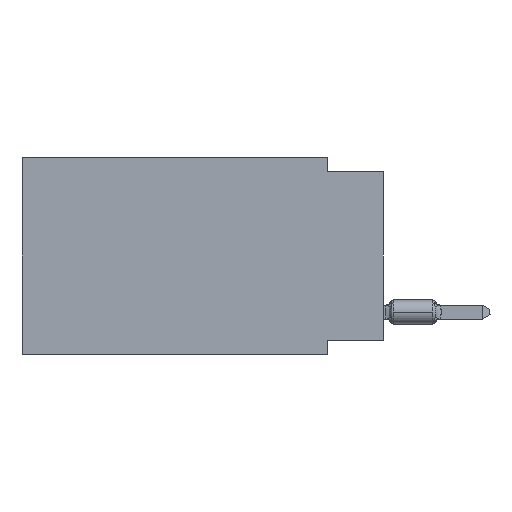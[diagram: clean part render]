
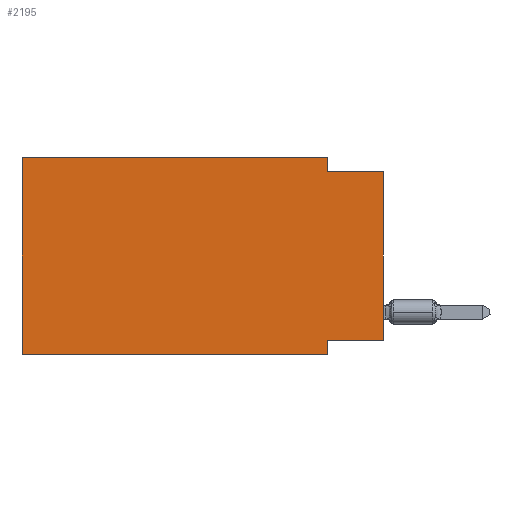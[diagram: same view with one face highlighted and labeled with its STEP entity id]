
A CAD part, left-side view. The second image highlights one B-rep face of the part: STEP entity #2195.
In plain terms, the highlighted planar face has unit normal (-1, 0, 0).
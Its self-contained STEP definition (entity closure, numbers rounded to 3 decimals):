
#959 = CARTESIAN_POINT ( 'NONE',  ( 0., 16.383, 0. ) ) ;
#2195 = ADVANCED_FACE ( 'NONE', ( #40743 ), #48975, .F. ) ;
#4953 = EDGE_CURVE ( 'NONE', #56681, #54511, #86683, .T. ) ;
#9280 = VERTEX_POINT ( 'NONE', #92371 ) ;
#11836 = CARTESIAN_POINT ( 'NONE',  ( 0., 16.383, 0. ) ) ;
#14011 = DIRECTION ( 'NONE',  ( 0., 0., 1. ) ) ;
#16436 = VERTEX_POINT ( 'NONE', #45978 ) ;
#17450 = DIRECTION ( 'NONE',  ( 0., -1., 0. ) ) ;
#18121 = DIRECTION ( 'NONE',  ( 0., 0., -1. ) ) ;
#18327 = CARTESIAN_POINT ( 'NONE',  ( 0., 2.54, -8.255 ) ) ;
#18543 = LINE ( 'NONE', #93322, #42796 ) ;
#20588 = VECTOR ( 'NONE', #17450, 1000. ) ;
#20809 = VECTOR ( 'NONE', #21380, 1000. ) ;
#21380 = DIRECTION ( 'NONE',  ( 0., -1., 0. ) ) ;
#22014 = CARTESIAN_POINT ( 'NONE',  ( 0., 16.383, 0. ) ) ;
#22163 = VERTEX_POINT ( 'NONE', #101116 ) ;
#22615 = DIRECTION ( 'NONE',  ( 0., 0., -1. ) ) ;
#23612 = VECTOR ( 'NONE', #70754, 1000. ) ;
#25706 = DIRECTION ( 'NONE',  ( 0., 1., 0. ) ) ;
#28888 = DIRECTION ( 'NONE',  ( 0., 0., 1. ) ) ;
#30990 = VECTOR ( 'NONE', #18121, 1000. ) ;
#31254 = VECTOR ( 'NONE', #102007, 1000. ) ;
#34155 = ORIENTED_EDGE ( 'NONE', *, *, #87549, .T. ) ;
#34584 = EDGE_LOOP ( 'NONE', ( #58086, #52477, #102279, #106067, #93865, #34155, #90100, #67359 ) ) ;
#37784 = CARTESIAN_POINT ( 'NONE',  ( 0., 2.54, 0. ) ) ;
#40201 = CARTESIAN_POINT ( 'NONE',  ( 0., 16.383, 0. ) ) ;
#40743 = FACE_OUTER_BOUND ( 'NONE', #34584, .T. ) ;
#42796 = VECTOR ( 'NONE', #25706, 1000. ) ;
#43409 = CARTESIAN_POINT ( 'NONE',  ( 0., 2.54, -8.89 ) ) ;
#44034 = EDGE_CURVE ( 'NONE', #9280, #56681, #54697, .T. ) ;
#45978 = CARTESIAN_POINT ( 'NONE',  ( 0., 0., -0.635 ) ) ;
#48908 = VECTOR ( 'NONE', #14011, 1000. ) ;
#48975 = PLANE ( 'NONE',  #95437 ) ;
#49146 = VERTEX_POINT ( 'NONE', #81446 ) ;
#52477 = ORIENTED_EDGE ( 'NONE', *, *, #74102, .F. ) ;
#54511 = VERTEX_POINT ( 'NONE', #103666 ) ;
#54697 = LINE ( 'NONE', #11836, #108077 ) ;
#54752 = EDGE_CURVE ( 'NONE', #105308, #16436, #88772, .T. ) ;
#56681 = VERTEX_POINT ( 'NONE', #22014 ) ;
#58086 = ORIENTED_EDGE ( 'NONE', *, *, #54752, .T. ) ;
#64235 = CARTESIAN_POINT ( 'NONE',  ( 0., 16.383, -8.89 ) ) ;
#67359 = ORIENTED_EDGE ( 'NONE', *, *, #69103, .F. ) ;
#69103 = EDGE_CURVE ( 'NONE', #105308, #101732, #18543, .T. ) ;
#70754 = DIRECTION ( 'NONE',  ( 0., 0., -1. ) ) ;
#74102 = EDGE_CURVE ( 'NONE', #49146, #16436, #86572, .T. ) ;
#76156 = CARTESIAN_POINT ( 'NONE',  ( 0., 0., -0.635 ) ) ;
#78997 = LINE ( 'NONE', #37784, #23612 ) ;
#81446 = CARTESIAN_POINT ( 'NONE',  ( 0., 2.54, -0.635 ) ) ;
#82433 = CARTESIAN_POINT ( 'NONE',  ( 0., 0., -8.255 ) ) ;
#84103 = LINE ( 'NONE', #43409, #30990 ) ;
#86572 = LINE ( 'NONE', #76156, #31254 ) ;
#86683 = LINE ( 'NONE', #959, #20588 ) ;
#87549 = EDGE_CURVE ( 'NONE', #9280, #22163, #105506, .T. ) ;
#88772 = LINE ( 'NONE', #89325, #48908 ) ;
#89325 = CARTESIAN_POINT ( 'NONE',  ( 0., 0., 0. ) ) ;
#90100 = ORIENTED_EDGE ( 'NONE', *, *, #92707, .F. ) ;
#92371 = CARTESIAN_POINT ( 'NONE',  ( 0., 16.383, -8.89 ) ) ;
#92707 = EDGE_CURVE ( 'NONE', #101732, #22163, #84103, .T. ) ;
#93322 = CARTESIAN_POINT ( 'NONE',  ( 0., 0., -8.255 ) ) ;
#93865 = ORIENTED_EDGE ( 'NONE', *, *, #44034, .F. ) ;
#95437 = AXIS2_PLACEMENT_3D ( 'NONE', #40201, #99551, #22615 ) ;
#99551 = DIRECTION ( 'NONE',  ( 1., 0., 0. ) ) ;
#101116 = CARTESIAN_POINT ( 'NONE',  ( 0., 2.54, -8.89 ) ) ;
#101732 = VERTEX_POINT ( 'NONE', #18327 ) ;
#102007 = DIRECTION ( 'NONE',  ( 0., -1., 0. ) ) ;
#102279 = ORIENTED_EDGE ( 'NONE', *, *, #103746, .F. ) ;
#103666 = CARTESIAN_POINT ( 'NONE',  ( 0., 2.54, 0. ) ) ;
#103746 = EDGE_CURVE ( 'NONE', #54511, #49146, #78997, .T. ) ;
#105308 = VERTEX_POINT ( 'NONE', #82433 ) ;
#105506 = LINE ( 'NONE', #64235, #20809 ) ;
#106067 = ORIENTED_EDGE ( 'NONE', *, *, #4953, .F. ) ;
#108077 = VECTOR ( 'NONE', #28888, 1000. ) ;
